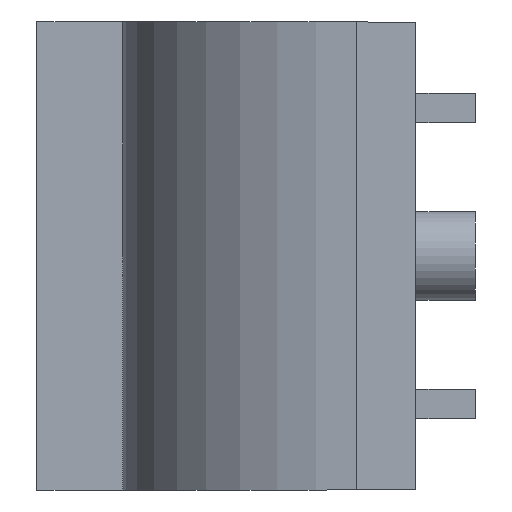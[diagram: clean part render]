
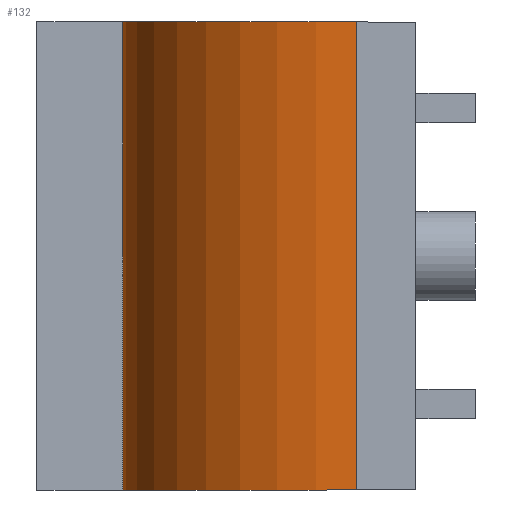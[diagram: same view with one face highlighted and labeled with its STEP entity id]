
A CAD part, left-side view. The second image highlights one B-rep face of the part: STEP entity #132.
In plain terms, the highlighted cylindrical face has radius 3.95 mm (diameter 7.9 mm), a partial arc.
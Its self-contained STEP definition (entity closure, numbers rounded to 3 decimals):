
#6 = DIRECTION ( 'NONE',  ( 1., 0., 0. ) ) ;
#8 = LINE ( 'NONE', #187, #677 ) ;
#18 = VERTEX_POINT ( 'NONE', #620 ) ;
#19 = LINE ( 'NONE', #640, #286 ) ;
#36 = AXIS2_PLACEMENT_3D ( 'NONE', #445, #665, #544 ) ;
#76 = AXIS2_PLACEMENT_3D ( 'NONE', #181, #111, #6 ) ;
#111 = DIRECTION ( 'NONE',  ( 0., 0., -1. ) ) ;
#132 = ADVANCED_FACE ( 'NONE', ( #623 ), #497, .T. ) ;
#136 = VERTEX_POINT ( 'NONE', #534 ) ;
#156 = AXIS2_PLACEMENT_3D ( 'NONE', #278, #348, #580 ) ;
#168 = EDGE_CURVE ( 'NONE', #604, #136, #540, .T. ) ;
#181 = CARTESIAN_POINT ( 'NONE',  ( -5.575, -2.2, 3.95 ) ) ;
#187 = CARTESIAN_POINT ( 'NONE',  ( -5.575, 1.75, 31.338 ) ) ;
#196 = DIRECTION ( 'NONE',  ( 0., 0., -1. ) ) ;
#224 = ORIENTED_EDGE ( 'NONE', *, *, #715, .T. ) ;
#260 = CIRCLE ( 'NONE', #36, 3.95 ) ;
#278 = CARTESIAN_POINT ( 'NONE',  ( -5.575, -2.2, 31.338 ) ) ;
#286 = VECTOR ( 'NONE', #408, 1000. ) ;
#348 = DIRECTION ( 'NONE',  ( 0., 0., -1. ) ) ;
#373 = EDGE_CURVE ( 'NONE', #652, #18, #260, .T. ) ;
#408 = DIRECTION ( 'NONE',  ( 0., 0., -1. ) ) ;
#445 = CARTESIAN_POINT ( 'NONE',  ( -5.575, -2.2, -3.95 ) ) ;
#493 = ORIENTED_EDGE ( 'NONE', *, *, #373, .F. ) ;
#497 = CYLINDRICAL_SURFACE ( 'NONE', #156, 3.95 ) ;
#500 = ORIENTED_EDGE ( 'NONE', *, *, #716, .F. ) ;
#511 = ORIENTED_EDGE ( 'NONE', *, *, #168, .T. ) ;
#534 = CARTESIAN_POINT ( 'NONE',  ( -5.575, 1.75, 3.95 ) ) ;
#540 = CIRCLE ( 'NONE', #76, 3.95 ) ;
#544 = DIRECTION ( 'NONE',  ( 1., 0., 0. ) ) ;
#557 = EDGE_LOOP ( 'NONE', ( #500, #511, #224, #493 ) ) ;
#567 = CARTESIAN_POINT ( 'NONE',  ( -9.525, -2.2, -3.95 ) ) ;
#578 = CARTESIAN_POINT ( 'NONE',  ( -9.525, -2.2, 3.95 ) ) ;
#580 = DIRECTION ( 'NONE',  ( -1., 0., 0. ) ) ;
#604 = VERTEX_POINT ( 'NONE', #578 ) ;
#620 = CARTESIAN_POINT ( 'NONE',  ( -5.575, 1.75, -3.95 ) ) ;
#623 = FACE_OUTER_BOUND ( 'NONE', #557, .T. ) ;
#640 = CARTESIAN_POINT ( 'NONE',  ( -9.525, -2.2, 31.338 ) ) ;
#652 = VERTEX_POINT ( 'NONE', #567 ) ;
#665 = DIRECTION ( 'NONE',  ( 0., 0., -1. ) ) ;
#677 = VECTOR ( 'NONE', #196, 1000. ) ;
#715 = EDGE_CURVE ( 'NONE', #136, #18, #8, .T. ) ;
#716 = EDGE_CURVE ( 'NONE', #604, #652, #19, .T. ) ;
